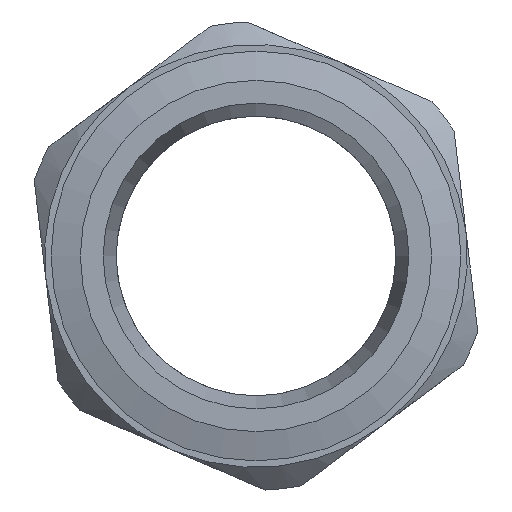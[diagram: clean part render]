
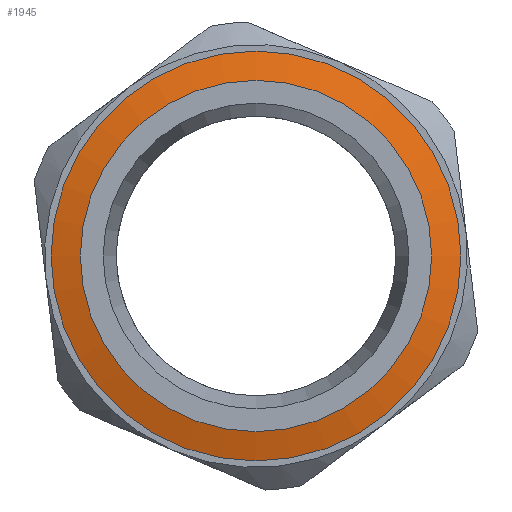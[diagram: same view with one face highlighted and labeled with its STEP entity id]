
A CAD part, left-side view. The second image highlights one B-rep face of the part: STEP entity #1945.
In plain terms, the highlighted conical face has half-angle 75 degrees and reference radius 29.25 mm.
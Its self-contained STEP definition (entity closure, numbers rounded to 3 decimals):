
#178=FACE_OUTER_BOUND('',#295,.T.);
#295=EDGE_LOOP('',(#1461,#1462,#1463,#1464,#1465,#1466));
#394=LINE('',#3319,#459);
#459=VECTOR('',#2701,29.25);
#609=CIRCLE('',#2187,31.5);
#610=CIRCLE('',#2188,31.5);
#611=CIRCLE('',#2190,27.);
#612=CIRCLE('',#2191,27.);
#799=VERTEX_POINT('',#3308);
#800=VERTEX_POINT('',#3310);
#801=VERTEX_POINT('',#3314);
#802=VERTEX_POINT('',#3315);
#1038=EDGE_CURVE('',#799,#800,#609,.T.);
#1039=EDGE_CURVE('',#800,#799,#610,.T.);
#1040=EDGE_CURVE('',#801,#802,#611,.T.);
#1041=EDGE_CURVE('',#802,#801,#612,.T.);
#1042=EDGE_CURVE('',#799,#802,#394,.T.);
#1461=ORIENTED_EDGE('',*,*,#1039,.F.);
#1462=ORIENTED_EDGE('',*,*,#1038,.F.);
#1463=ORIENTED_EDGE('',*,*,#1042,.T.);
#1464=ORIENTED_EDGE('',*,*,#1041,.T.);
#1465=ORIENTED_EDGE('',*,*,#1040,.T.);
#1466=ORIENTED_EDGE('',*,*,#1042,.F.);
#1769=CONICAL_SURFACE('',#2192,29.25,1.309);
#1945=ADVANCED_FACE('',(#178),#1769,.T.);
#2187=AXIS2_PLACEMENT_3D('',#3311,#2689,#2690);
#2188=AXIS2_PLACEMENT_3D('',#3312,#2691,#2692);
#2190=AXIS2_PLACEMENT_3D('',#3316,#2695,#2696);
#2191=AXIS2_PLACEMENT_3D('',#3317,#2697,#2698);
#2192=AXIS2_PLACEMENT_3D('',#3318,#2699,#2700);
#2689=DIRECTION('center_axis',(1.,0.,0.));
#2690=DIRECTION('ref_axis',(0.,1.,0.));
#2691=DIRECTION('center_axis',(1.,0.,0.));
#2692=DIRECTION('ref_axis',(0.,1.,0.));
#2695=DIRECTION('center_axis',(1.,0.,0.));
#2696=DIRECTION('ref_axis',(0.,1.,0.));
#2697=DIRECTION('center_axis',(1.,0.,0.));
#2698=DIRECTION('ref_axis',(0.,1.,0.));
#2699=DIRECTION('center_axis',(1.,0.,0.));
#2700=DIRECTION('ref_axis',(0.,1.,0.));
#2701=DIRECTION('',(-0.259,0.966,0.));
#3308=CARTESIAN_POINT('',(1.206,-31.5,0.));
#3310=CARTESIAN_POINT('',(1.206,31.5,0.));
#3311=CARTESIAN_POINT('Origin',(1.206,0.,0.));
#3312=CARTESIAN_POINT('Origin',(1.206,0.,0.));
#3314=CARTESIAN_POINT('',(0.,27.,0.));
#3315=CARTESIAN_POINT('',(0.,-27.,0.));
#3316=CARTESIAN_POINT('Origin',(0.,0.,0.));
#3317=CARTESIAN_POINT('Origin',(0.,0.,0.));
#3318=CARTESIAN_POINT('Origin',(0.603,0.,0.));
#3319=CARTESIAN_POINT('',(0.603,-29.25,0.));
